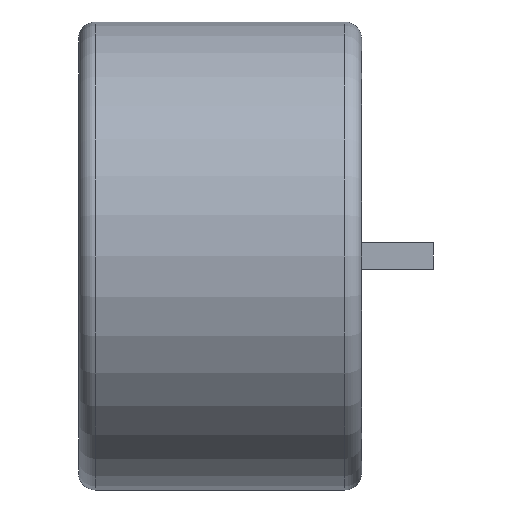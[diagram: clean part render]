
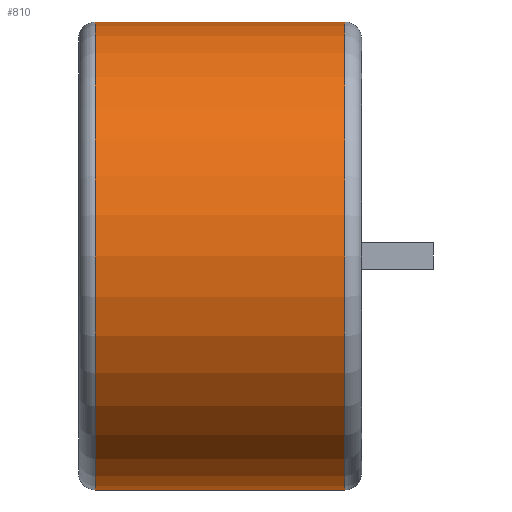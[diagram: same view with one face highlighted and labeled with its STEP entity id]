
A CAD part, left-side view. The second image highlights one B-rep face of the part: STEP entity #810.
In plain terms, the highlighted cylindrical face has radius 10.75 mm (diameter 21.5 mm), a partial arc.
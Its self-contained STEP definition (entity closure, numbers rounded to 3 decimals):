
#22 = DIRECTION ( 'NONE',  ( 0., 0., -1. ) ) ;
#42 = CARTESIAN_POINT ( 'NONE',  ( 0., 0., 10.75 ) ) ;
#65 = DIRECTION ( 'NONE',  ( 0., 0., -1. ) ) ;
#135 = CARTESIAN_POINT ( 'NONE',  ( 0., 0.768, 10.75 ) ) ;
#155 = LINE ( 'NONE', #156, #841 ) ;
#156 = CARTESIAN_POINT ( 'NONE',  ( 0., 0., -10.75 ) ) ;
#169 = DIRECTION ( 'NONE',  ( 0., 0., -1. ) ) ;
#194 = CYLINDRICAL_SURFACE ( 'NONE', #307, 10.75 ) ;
#234 = DIRECTION ( 'NONE',  ( 0., -1., 0. ) ) ;
#245 = ORIENTED_EDGE ( 'NONE', *, *, #520, .T. ) ;
#253 = EDGE_CURVE ( 'NONE', #641, #375, #449, .T. ) ;
#285 = AXIS2_PLACEMENT_3D ( 'NONE', #724, #806, #65 ) ;
#307 = AXIS2_PLACEMENT_3D ( 'NONE', #812, #234, #169 ) ;
#364 = VERTEX_POINT ( 'NONE', #730 ) ;
#366 = EDGE_CURVE ( 'NONE', #641, #609, #748, .T. ) ;
#371 = CARTESIAN_POINT ( 'NONE',  ( 0., 12.232, 10.75 ) ) ;
#375 = VERTEX_POINT ( 'NONE', #135 ) ;
#415 = ORIENTED_EDGE ( 'NONE', *, *, #366, .T. ) ;
#449 = LINE ( 'NONE', #42, #582 ) ;
#469 = ORIENTED_EDGE ( 'NONE', *, *, #253, .F. ) ;
#503 = DIRECTION ( 'NONE',  ( 0., -1., 0. ) ) ;
#520 = EDGE_CURVE ( 'NONE', #609, #364, #155, .T. ) ;
#582 = VECTOR ( 'NONE', #778, 1000. ) ;
#603 = CIRCLE ( 'NONE', #668, 10.75 ) ;
#609 = VERTEX_POINT ( 'NONE', #828 ) ;
#641 = VERTEX_POINT ( 'NONE', #371 ) ;
#661 = FACE_OUTER_BOUND ( 'NONE', #802, .T. ) ;
#668 = AXIS2_PLACEMENT_3D ( 'NONE', #684, #503, #22 ) ;
#684 = CARTESIAN_POINT ( 'NONE',  ( 0., 0.768, 0. ) ) ;
#724 = CARTESIAN_POINT ( 'NONE',  ( 0., 12.232, 0. ) ) ;
#730 = CARTESIAN_POINT ( 'NONE',  ( 0., 0.768, -10.75 ) ) ;
#731 = ORIENTED_EDGE ( 'NONE', *, *, #780, .F. ) ;
#748 = CIRCLE ( 'NONE', #285, 10.75 ) ;
#778 = DIRECTION ( 'NONE',  ( 0., -1., 0. ) ) ;
#780 = EDGE_CURVE ( 'NONE', #375, #364, #603, .T. ) ;
#802 = EDGE_LOOP ( 'NONE', ( #469, #415, #245, #731 ) ) ;
#806 = DIRECTION ( 'NONE',  ( 0., -1., 0. ) ) ;
#810 = ADVANCED_FACE ( 'NONE', ( #661 ), #194, .T. ) ;
#812 = CARTESIAN_POINT ( 'NONE',  ( 0., 0., 0. ) ) ;
#828 = CARTESIAN_POINT ( 'NONE',  ( 0., 12.232, -10.75 ) ) ;
#841 = VECTOR ( 'NONE', #847, 1000. ) ;
#847 = DIRECTION ( 'NONE',  ( 0., -1., 0. ) ) ;
